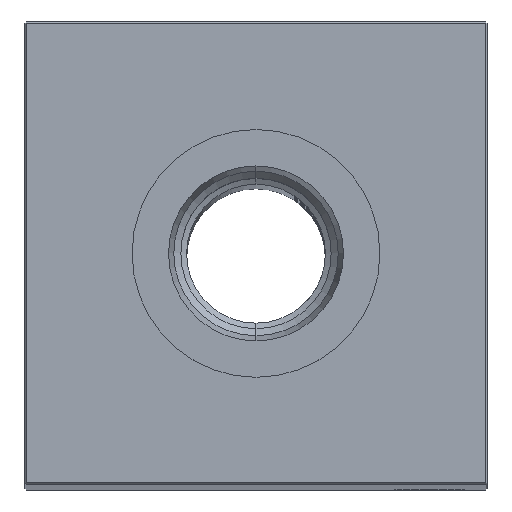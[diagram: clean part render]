
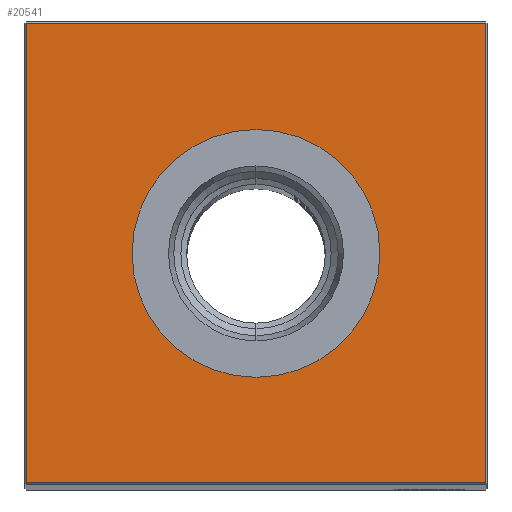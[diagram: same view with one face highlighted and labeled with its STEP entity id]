
A CAD part, top view. The second image highlights one B-rep face of the part: STEP entity #20541.
In plain terms, the highlighted planar face has unit normal (0, 0, 1).
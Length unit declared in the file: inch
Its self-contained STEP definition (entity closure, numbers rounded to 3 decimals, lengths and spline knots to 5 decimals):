
#591 = VERTEX_POINT ( 'NONE', #19524 ) ;
#749 = CARTESIAN_POINT ( 'NONE',  ( 1.24, 1.24, 16. ) ) ;
#994 = DIRECTION ( 'NONE',  ( -1., 0., 0. ) ) ;
#1381 = VERTEX_POINT ( 'NONE', #6106 ) ;
#2236 = VECTOR ( 'NONE', #16594, 39.37008 ) ;
#2577 = EDGE_CURVE ( 'NONE', #22815, #11368, #25403, .T. ) ;
#2932 = CARTESIAN_POINT ( 'NONE',  ( 0., 0., 16. ) ) ;
#3571 = VECTOR ( 'NONE', #21358, 39.37008 ) ;
#4573 = FACE_OUTER_BOUND ( 'NONE', #11282, .T. ) ;
#4987 = ORIENTED_EDGE ( 'NONE', *, *, #8753, .T. ) ;
#5570 = ORIENTED_EDGE ( 'NONE', *, *, #2577, .T. ) ;
#6106 = CARTESIAN_POINT ( 'NONE',  ( -1.24, 1.24, 16. ) ) ;
#6648 = DIRECTION ( 'NONE',  ( 0., -1., 0. ) ) ;
#6976 = EDGE_CURVE ( 'NONE', #17342, #1381, #15997, .T. ) ;
#7069 = LINE ( 'NONE', #11047, #12761 ) ;
#7492 = DIRECTION ( 'NONE',  ( -1., 0., 0. ) ) ;
#8508 = LINE ( 'NONE', #18905, #3571 ) ;
#8753 = EDGE_CURVE ( 'NONE', #16370, #591, #22873, .T. ) ;
#8969 = DIRECTION ( 'NONE',  ( 0., 0., -1. ) ) ;
#11047 = CARTESIAN_POINT ( 'NONE',  ( -1.24, 0., 16. ) ) ;
#11282 = EDGE_LOOP ( 'NONE', ( #21946, #4987, #24627, #24756 ) ) ;
#11368 = VERTEX_POINT ( 'NONE', #16644 ) ;
#11908 = AXIS2_PLACEMENT_3D ( 'NONE', #2932, #8969, #12943 ) ;
#12330 = CARTESIAN_POINT ( 'NONE',  ( 0., -1.24, 16. ) ) ;
#12761 = VECTOR ( 'NONE', #6648, 39.37008 ) ;
#12943 = DIRECTION ( 'NONE',  ( -1., 0., 0. ) ) ;
#14579 = CARTESIAN_POINT ( 'NONE',  ( 0., 0.66929, 16. ) ) ;
#14592 = CARTESIAN_POINT ( 'NONE',  ( -1.24, -1.24, 16. ) ) ;
#15118 = CARTESIAN_POINT ( 'NONE',  ( 0., 0., 16. ) ) ;
#15997 = LINE ( 'NONE', #22402, #25124 ) ;
#16370 = VERTEX_POINT ( 'NONE', #14592 ) ;
#16408 = DIRECTION ( 'NONE',  ( -1., 0., 0. ) ) ;
#16594 = DIRECTION ( 'NONE',  ( 1., 0., 0. ) ) ;
#16644 = CARTESIAN_POINT ( 'NONE',  ( 0., -0.66929, 16. ) ) ;
#17342 = VERTEX_POINT ( 'NONE', #749 ) ;
#17472 = PLANE ( 'NONE',  #11908 ) ;
#17738 = AXIS2_PLACEMENT_3D ( 'NONE', #15118, #22560, #16408 ) ;
#18905 = CARTESIAN_POINT ( 'NONE',  ( 1.24, 0., 16. ) ) ;
#18926 = EDGE_CURVE ( 'NONE', #591, #17342, #8508, .T. ) ;
#19369 = EDGE_CURVE ( 'NONE', #1381, #16370, #7069, .T. ) ;
#19482 = CIRCLE ( 'NONE', #17738, 0.66929 ) ;
#19502 = ORIENTED_EDGE ( 'NONE', *, *, #23874, .T. ) ;
#19524 = CARTESIAN_POINT ( 'NONE',  ( 1.24, -1.24, 16. ) ) ;
#20035 = CARTESIAN_POINT ( 'NONE',  ( 0., 0., 16. ) ) ;
#20236 = AXIS2_PLACEMENT_3D ( 'NONE', #20035, #22080, #994 ) ;
#20541 = ADVANCED_FACE ( 'NONE', ( #4573, #21700 ), #17472, .F. ) ;
#21358 = DIRECTION ( 'NONE',  ( 0., 1., 0. ) ) ;
#21700 = FACE_BOUND ( 'NONE', #22140, .T. ) ;
#21946 = ORIENTED_EDGE ( 'NONE', *, *, #19369, .T. ) ;
#22080 = DIRECTION ( 'NONE',  ( 0., 0., -1. ) ) ;
#22140 = EDGE_LOOP ( 'NONE', ( #5570, #19502 ) ) ;
#22402 = CARTESIAN_POINT ( 'NONE',  ( 0., 1.24, 16. ) ) ;
#22560 = DIRECTION ( 'NONE',  ( 0., 0., -1. ) ) ;
#22815 = VERTEX_POINT ( 'NONE', #14579 ) ;
#22873 = LINE ( 'NONE', #12330, #2236 ) ;
#23874 = EDGE_CURVE ( 'NONE', #11368, #22815, #19482, .T. ) ;
#24627 = ORIENTED_EDGE ( 'NONE', *, *, #18926, .T. ) ;
#24756 = ORIENTED_EDGE ( 'NONE', *, *, #6976, .T. ) ;
#25124 = VECTOR ( 'NONE', #7492, 39.37008 ) ;
#25403 = CIRCLE ( 'NONE', #20236, 0.66929 ) ;
